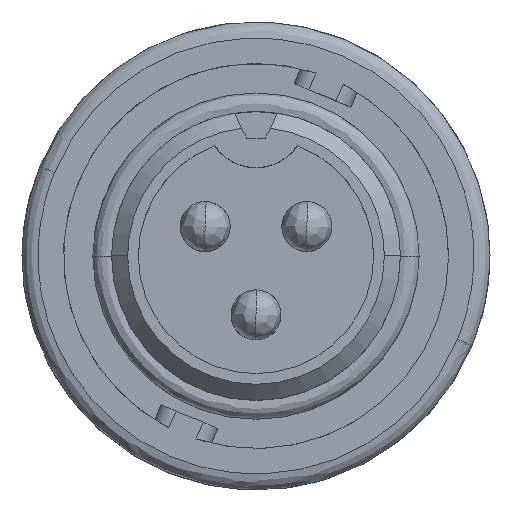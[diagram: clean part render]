
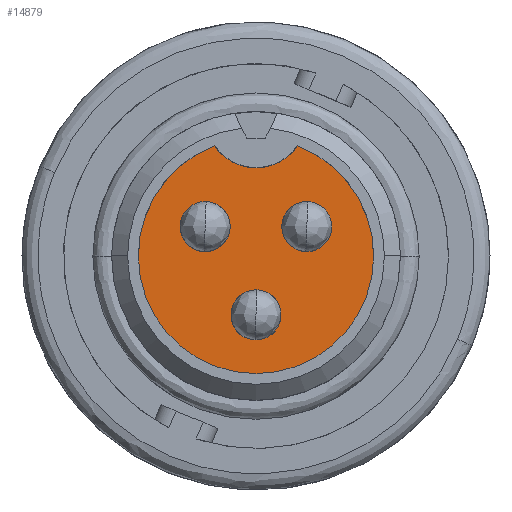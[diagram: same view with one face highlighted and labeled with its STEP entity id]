
A CAD part, top view. The second image highlights one B-rep face of the part: STEP entity #14879.
In plain terms, the highlighted planar face has unit normal (0, 0, 1).
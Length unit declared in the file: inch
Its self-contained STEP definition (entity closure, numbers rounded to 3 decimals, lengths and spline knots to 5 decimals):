
#269 = CARTESIAN_POINT ( 'NONE',  ( -0.095, 0.00832, -0.255 ) ) ;
#421 = CARTESIAN_POINT ( 'NONE',  ( 0., -0.11, -0.255 ) ) ;
#550 = EDGE_LOOP ( 'NONE', ( #11043, #741 ) ) ;
#685 = DIRECTION ( 'NONE',  ( 0., 0., 1. ) ) ;
#741 = ORIENTED_EDGE ( 'NONE', *, *, #2101, .T. ) ;
#943 = AXIS2_PLACEMENT_3D ( 'NONE', #4683, #15452, #6241 ) ;
#1168 = ORIENTED_EDGE ( 'NONE', *, *, #13234, .F. ) ;
#1224 = AXIS2_PLACEMENT_3D ( 'NONE', #9983, #685, #11504 ) ;
#1431 = VERTEX_POINT ( 'NONE', #3428 ) ;
#1610 = DIRECTION ( 'NONE',  ( 0., 0., -1. ) ) ;
#1991 = DIRECTION ( 'NONE',  ( 0., 1., 0. ) ) ;
#2032 = AXIS2_PLACEMENT_3D ( 'NONE', #2620, #13412, #4180 ) ;
#2101 = EDGE_CURVE ( 'NONE', #7378, #13102, #2689, .T. ) ;
#2201 = CARTESIAN_POINT ( 'NONE',  ( -0.095, 0.055, -0.255 ) ) ;
#2257 = DIRECTION ( 'NONE',  ( 0., 0., -1. ) ) ;
#2487 = DIRECTION ( 'NONE',  ( 0., 0., 1. ) ) ;
#2620 = CARTESIAN_POINT ( 'NONE',  ( 0., 0., -0.255 ) ) ;
#2689 = CIRCLE ( 'NONE', #17458, 0.04668 ) ;
#2771 = EDGE_CURVE ( 'NONE', #13102, #7378, #8754, .T. ) ;
#3088 = ORIENTED_EDGE ( 'NONE', *, *, #9250, .T. ) ;
#3428 = CARTESIAN_POINT ( 'NONE',  ( 0.095, 0.00832, -0.255 ) ) ;
#3448 = CARTESIAN_POINT ( 'NONE',  ( -0.095, 0.10168, -0.255 ) ) ;
#3716 = CIRCLE ( 'NONE', #17794, 0.04668 ) ;
#3729 = VERTEX_POINT ( 'NONE', #7971 ) ;
#3755 = PLANE ( 'NONE',  #1224 ) ;
#3757 = DIRECTION ( 'NONE',  ( 0., 1., 0. ) ) ;
#3949 = ORIENTED_EDGE ( 'NONE', *, *, #15107, .T. ) ;
#4117 = EDGE_CURVE ( 'NONE', #3729, #6379, #18079, .T. ) ;
#4176 = FACE_BOUND ( 'NONE', #550, .T. ) ;
#4180 = DIRECTION ( 'NONE',  ( 1., 0., 0. ) ) ;
#4683 = CARTESIAN_POINT ( 'NONE',  ( 0., 0., -0.255 ) ) ;
#5323 = CIRCLE ( 'NONE', #11002, 0.04668 ) ;
#5356 = CARTESIAN_POINT ( 'NONE',  ( 0.095, 0.055, -0.255 ) ) ;
#5606 = CARTESIAN_POINT ( 'NONE',  ( 0.095, 0.10168, -0.255 ) ) ;
#5673 = CARTESIAN_POINT ( 'NONE',  ( 0., -0.15668, -0.255 ) ) ;
#6200 = DIRECTION ( 'NONE',  ( 0., 0., 1. ) ) ;
#6241 = DIRECTION ( 'NONE',  ( 1., 0., 0. ) ) ;
#6379 = VERTEX_POINT ( 'NONE', #17844 ) ;
#6779 = EDGE_LOOP ( 'NONE', ( #3088, #19621, #9019, #1168 ) ) ;
#6918 = DIRECTION ( 'NONE',  ( 0., 1., 0. ) ) ;
#6946 = VERTEX_POINT ( 'NONE', #5673 ) ;
#7378 = VERTEX_POINT ( 'NONE', #269 ) ;
#7971 = CARTESIAN_POINT ( 'NONE',  ( -0.22, 0., -0.255 ) ) ;
#8754 = CIRCLE ( 'NONE', #15628, 0.04668 ) ;
#9011 = DIRECTION ( 'NONE',  ( 0., 0., -1. ) ) ;
#9019 = ORIENTED_EDGE ( 'NONE', *, *, #19595, .T. ) ;
#9250 = EDGE_CURVE ( 'NONE', #18373, #3729, #12439, .T. ) ;
#9821 = CIRCLE ( 'NONE', #17586, 0.04668 ) ;
#9983 = CARTESIAN_POINT ( 'NONE',  ( 0., 0.12955, -0.255 ) ) ;
#10151 = EDGE_CURVE ( 'NONE', #13274, #1431, #9821, .T. ) ;
#10226 = AXIS2_PLACEMENT_3D ( 'NONE', #15410, #6200, #16953 ) ;
#10872 = CARTESIAN_POINT ( 'NONE',  ( 0.095, 0.055, -0.255 ) ) ;
#11002 = AXIS2_PLACEMENT_3D ( 'NONE', #11505, #2257, #13039 ) ;
#11043 = ORIENTED_EDGE ( 'NONE', *, *, #2771, .T. ) ;
#11244 = DIRECTION ( 'NONE',  ( 0., 0., -1. ) ) ;
#11504 = DIRECTION ( 'NONE',  ( 1., 0., 0. ) ) ;
#11505 = CARTESIAN_POINT ( 'NONE',  ( 0., -0.11, -0.255 ) ) ;
#11731 = CARTESIAN_POINT ( 'NONE',  ( 0., 0.25909, -0.255 ) ) ;
#12084 = ORIENTED_EDGE ( 'NONE', *, *, #19106, .T. ) ;
#12150 = CIRCLE ( 'NONE', #16072, 0.094 ) ;
#12360 = EDGE_CURVE ( 'NONE', #16031, #6946, #15299, .T. ) ;
#12402 = DIRECTION ( 'NONE',  ( 0., 1., 0. ) ) ;
#12439 = CIRCLE ( 'NONE', #10226, 0.22 ) ;
#12760 = CIRCLE ( 'NONE', #2032, 0.22 ) ;
#12973 = CARTESIAN_POINT ( 'NONE',  ( -0.0775, 0.2059, -0.255 ) ) ;
#12976 = DIRECTION ( 'NONE',  ( 0., 0., -1. ) ) ;
#13039 = DIRECTION ( 'NONE',  ( 0., 1., 0. ) ) ;
#13091 = AXIS2_PLACEMENT_3D ( 'NONE', #421, #11244, #1991 ) ;
#13102 = VERTEX_POINT ( 'NONE', #3448 ) ;
#13234 = EDGE_CURVE ( 'NONE', #18373, #15081, #12150, .T. ) ;
#13269 = DIRECTION ( 'NONE',  ( 1., 0., 0. ) ) ;
#13274 = VERTEX_POINT ( 'NONE', #5606 ) ;
#13412 = DIRECTION ( 'NONE',  ( 0., 0., 1. ) ) ;
#14156 = EDGE_LOOP ( 'NONE', ( #18139, #12084 ) ) ;
#14818 = EDGE_LOOP ( 'NONE', ( #17556, #3949 ) ) ;
#14879 = ADVANCED_FACE ( 'NONE', ( #4176, #19571, #15986, #15485 ), #3755, .T. ) ;
#15081 = VERTEX_POINT ( 'NONE', #18455 ) ;
#15107 = EDGE_CURVE ( 'NONE', #1431, #13274, #3716, .T. ) ;
#15299 = CIRCLE ( 'NONE', #13091, 0.04668 ) ;
#15410 = CARTESIAN_POINT ( 'NONE',  ( 0., 0., -0.255 ) ) ;
#15452 = DIRECTION ( 'NONE',  ( 0., 0., 1. ) ) ;
#15485 = FACE_BOUND ( 'NONE', #14818, .T. ) ;
#15628 = AXIS2_PLACEMENT_3D ( 'NONE', #2201, #12976, #3757 ) ;
#15986 = FACE_OUTER_BOUND ( 'NONE', #6779, .T. ) ;
#16031 = VERTEX_POINT ( 'NONE', #18605 ) ;
#16072 = AXIS2_PLACEMENT_3D ( 'NONE', #11731, #2487, #13269 ) ;
#16118 = DIRECTION ( 'NONE',  ( 0., 0., -1. ) ) ;
#16953 = DIRECTION ( 'NONE',  ( 1., 0., 0. ) ) ;
#17458 = AXIS2_PLACEMENT_3D ( 'NONE', #18195, #9011, #19709 ) ;
#17556 = ORIENTED_EDGE ( 'NONE', *, *, #10151, .T. ) ;
#17586 = AXIS2_PLACEMENT_3D ( 'NONE', #5356, #16118, #6918 ) ;
#17794 = AXIS2_PLACEMENT_3D ( 'NONE', #10872, #1610, #12402 ) ;
#17844 = CARTESIAN_POINT ( 'NONE',  ( 0.22, 0., -0.255 ) ) ;
#18079 = CIRCLE ( 'NONE', #943, 0.22 ) ;
#18139 = ORIENTED_EDGE ( 'NONE', *, *, #12360, .T. ) ;
#18195 = CARTESIAN_POINT ( 'NONE',  ( -0.095, 0.055, -0.255 ) ) ;
#18373 = VERTEX_POINT ( 'NONE', #12973 ) ;
#18455 = CARTESIAN_POINT ( 'NONE',  ( 0.0775, 0.2059, -0.255 ) ) ;
#18605 = CARTESIAN_POINT ( 'NONE',  ( 0., -0.06332, -0.255 ) ) ;
#19106 = EDGE_CURVE ( 'NONE', #6946, #16031, #5323, .T. ) ;
#19571 = FACE_BOUND ( 'NONE', #14156, .T. ) ;
#19595 = EDGE_CURVE ( 'NONE', #6379, #15081, #12760, .T. ) ;
#19621 = ORIENTED_EDGE ( 'NONE', *, *, #4117, .T. ) ;
#19709 = DIRECTION ( 'NONE',  ( 0., 1., 0. ) ) ;
